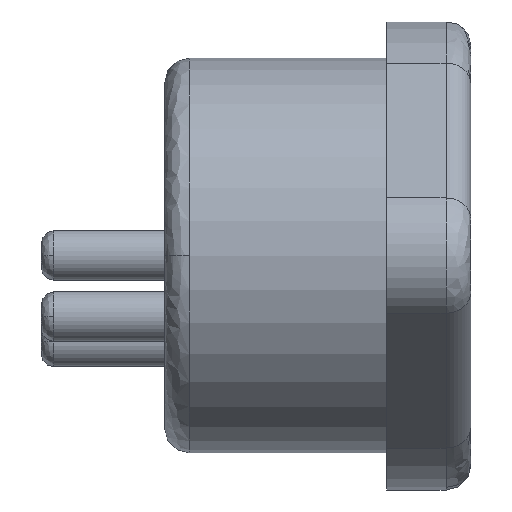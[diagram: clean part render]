
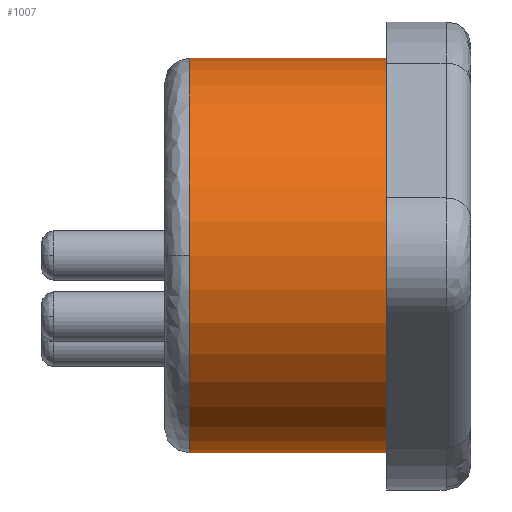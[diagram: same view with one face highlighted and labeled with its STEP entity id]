
A CAD part, left-side view. The second image highlights one B-rep face of the part: STEP entity #1007.
In plain terms, the highlighted cylindrical face has radius 8 mm (diameter 16 mm), a partial arc.
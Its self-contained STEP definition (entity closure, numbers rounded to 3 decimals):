
#55 = VERTEX_POINT ( 'NONE', #3571 ) ;
#247 = CARTESIAN_POINT ( 'NONE',  ( 0., 0., -8. ) ) ;
#386 = VERTEX_POINT ( 'NONE', #857 ) ;
#534 = DIRECTION ( 'NONE',  ( 0., -1., 0. ) ) ;
#677 = CARTESIAN_POINT ( 'NONE',  ( 0., 0., -8. ) ) ;
#823 = CARTESIAN_POINT ( 'NONE',  ( 0., 8., 0. ) ) ;
#857 = CARTESIAN_POINT ( 'NONE',  ( 0., -8., -8. ) ) ;
#989 = CIRCLE ( 'NONE', #1902, 8. ) ;
#1001 = VERTEX_POINT ( 'NONE', #1874 ) ;
#1007 = ADVANCED_FACE ( 'NONE', ( #3430 ), #1068, .T. ) ;
#1068 = CYLINDRICAL_SURFACE ( 'NONE', #2521, 8. ) ;
#1083 = LINE ( 'NONE', #1958, #2456 ) ;
#1097 = VERTEX_POINT ( 'NONE', #2467 ) ;
#1131 = DIRECTION ( 'NONE',  ( 0., -1., 0. ) ) ;
#1147 = EDGE_CURVE ( 'NONE', #1001, #386, #3427, .T. ) ;
#1198 = DIRECTION ( 'NONE',  ( 0., 0., -1. ) ) ;
#1200 = EDGE_CURVE ( 'NONE', #386, #55, #1083, .T. ) ;
#1219 = DIRECTION ( 'NONE',  ( 0., -1., 0. ) ) ;
#1278 = ORIENTED_EDGE ( 'NONE', *, *, #2383, .T. ) ;
#1424 = EDGE_CURVE ( 'NONE', #3645, #1001, #989, .T. ) ;
#1789 = ORIENTED_EDGE ( 'NONE', *, *, #2674, .F. ) ;
#1865 = CIRCLE ( 'NONE', #2673, 8. ) ;
#1874 = CARTESIAN_POINT ( 'NONE',  ( -8., 0., -8. ) ) ;
#1902 = AXIS2_PLACEMENT_3D ( 'NONE', #247, #3505, #534 ) ;
#1904 = EDGE_LOOP ( 'NONE', ( #1789, #2921, #3236, #3241, #1278 ) ) ;
#1958 = CARTESIAN_POINT ( 'NONE',  ( 0., -8., 0. ) ) ;
#2130 = CARTESIAN_POINT ( 'NONE',  ( 0., 8., -8. ) ) ;
#2233 = DIRECTION ( 'NONE',  ( 0., 0., 1. ) ) ;
#2311 = DIRECTION ( 'NONE',  ( 0., 0., 1. ) ) ;
#2383 = EDGE_CURVE ( 'NONE', #55, #1097, #1865, .T. ) ;
#2456 = VECTOR ( 'NONE', #3401, 1000. ) ;
#2467 = CARTESIAN_POINT ( 'NONE',  ( 0., 8., 0. ) ) ;
#2521 = AXIS2_PLACEMENT_3D ( 'NONE', #3065, #2233, #1131 ) ;
#2673 = AXIS2_PLACEMENT_3D ( 'NONE', #2676, #1198, #1219 ) ;
#2674 = EDGE_CURVE ( 'NONE', #3645, #1097, #3509, .T. ) ;
#2676 = CARTESIAN_POINT ( 'NONE',  ( 0., 0., 0. ) ) ;
#2855 = VECTOR ( 'NONE', #2311, 1000. ) ;
#2921 = ORIENTED_EDGE ( 'NONE', *, *, #1424, .T. ) ;
#3065 = CARTESIAN_POINT ( 'NONE',  ( 0., 0., 0. ) ) ;
#3236 = ORIENTED_EDGE ( 'NONE', *, *, #1147, .T. ) ;
#3241 = ORIENTED_EDGE ( 'NONE', *, *, #1200, .T. ) ;
#3327 = DIRECTION ( 'NONE',  ( 0., -1., 0. ) ) ;
#3401 = DIRECTION ( 'NONE',  ( 0., 0., 1. ) ) ;
#3427 = CIRCLE ( 'NONE', #3600, 8. ) ;
#3430 = FACE_OUTER_BOUND ( 'NONE', #1904, .T. ) ;
#3505 = DIRECTION ( 'NONE',  ( 0., 0., 1. ) ) ;
#3509 = LINE ( 'NONE', #823, #2855 ) ;
#3567 = DIRECTION ( 'NONE',  ( 0., 0., 1. ) ) ;
#3571 = CARTESIAN_POINT ( 'NONE',  ( 0., -8., 0. ) ) ;
#3600 = AXIS2_PLACEMENT_3D ( 'NONE', #677, #3567, #3327 ) ;
#3645 = VERTEX_POINT ( 'NONE', #2130 ) ;
